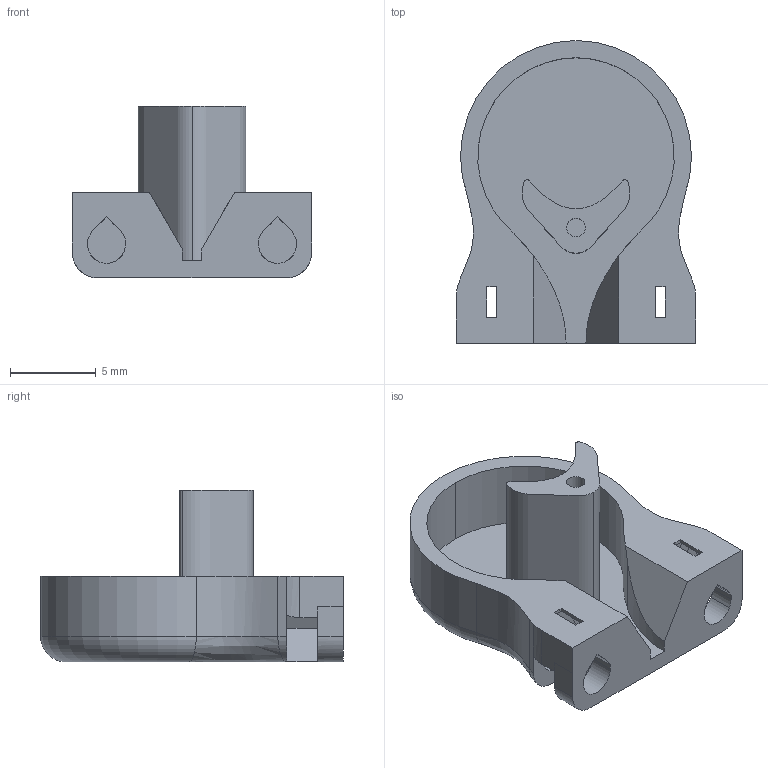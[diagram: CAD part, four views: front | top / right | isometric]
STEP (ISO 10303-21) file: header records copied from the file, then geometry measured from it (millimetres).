
FILE_DESCRIPTION(('HOOPS Exchange Step'),'2;1');
FILE_NAME('base.stp','2024-11-09T09:23:38+09:00',('hayashi'),('Unknown organisation'),'HOOPS Exchange 2023.2','HOOPS Exchange','Unknown authorisation');
FILE_SCHEMA( ('AP203_CONFIGURATION_CONTROLLED_3D_DESIGN_OF_MECHANICAL_PARTS_AND_ASSEMBLIES_MIM_LF') );
Length unit declared in the file: millimetre
Products named in the file (1): Solid 1246
Bounding box: 13.94 x 17.62 x 10 mm (x, y, z)
Volume: 587.8 mm3; surface area: 1133.2 mm2
Topology: 1 solids, 1 shells, 117 faces, 343 edges, 227 vertices
Faces by surface type: plane 71, bspline 27, cylinder 17, torus 2
Full cylindrical faces by diameter (mm): 1.082 x1
Entity records: 5393 total; most frequent: CARTESIAN_POINT 2420, ORIENTED_EDGE 686, DIRECTION 507, EDGE_CURVE 343, VECTOR 229, LINE 229, VERTEX_POINT 227, AXIS2_PLACEMENT_3D 139
